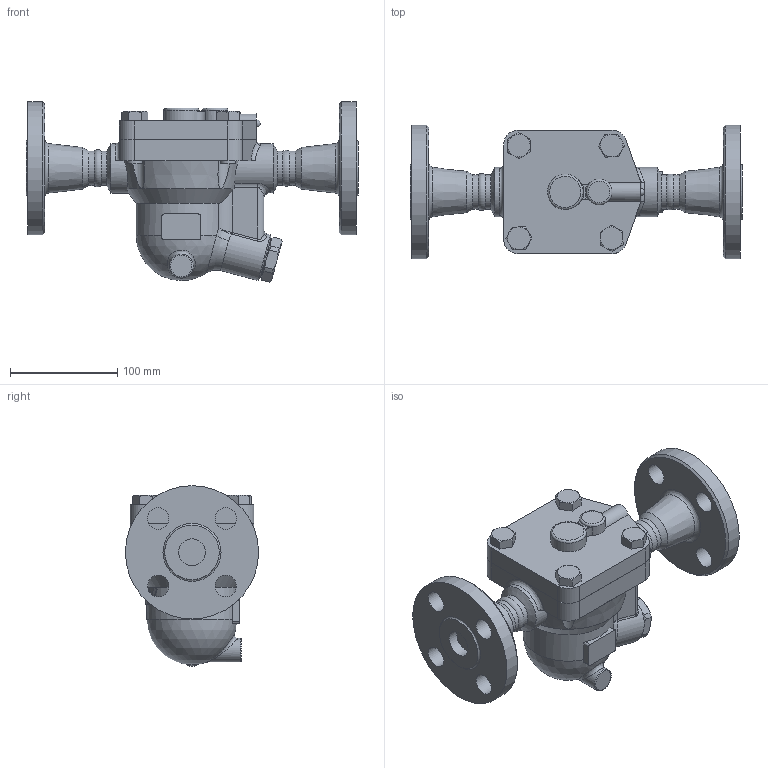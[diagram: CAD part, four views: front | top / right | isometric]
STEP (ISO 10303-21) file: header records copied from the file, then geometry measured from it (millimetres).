
FILE_DESCRIPTION((''),'2;1');
FILE_NAME('j5rlx-025-a0300-00.stp','2010-02-02T14:45:45',('nakaot'),(''),'Autodesk Inventor 2008','Autodesk Inventor 2008','');
FILE_SCHEMA(('AUTOMOTIVE_DESIGN { 1 0 10303 214 1 1 1 1 }'));
Length unit declared in the file: millimetre
Products named in the file (1): j5rlx-025-a0300-00
Bounding box: 309 x 124 x 168.08 mm (x, y, z)
Volume: 1883857.1 mm3; surface area: 184379.1 mm2
Topology: 1 solids, 1 shells, 280 faces, 695 edges, 437 vertices
Faces by surface type: plane 107, cylinder 62, cone 53, bspline 51, torus 5, sphere 2
Full cylindrical faces by diameter (mm): 14 x8, 22 x1, 25 x2, 27 x1, 32 x4, 44 x1, 46 x2, 80 x1, 124 x2
Entity records: 16600 total; most frequent: CARTESIAN_POINT 10640, ORIENTED_EDGE 1236, DIRECTION 1151, EDGE_CURVE 618, AXIS2_PLACEMENT_3D 481, VERTEX_POINT 417, EDGE_LOOP 381, FACE_OUTER_BOUND 280
